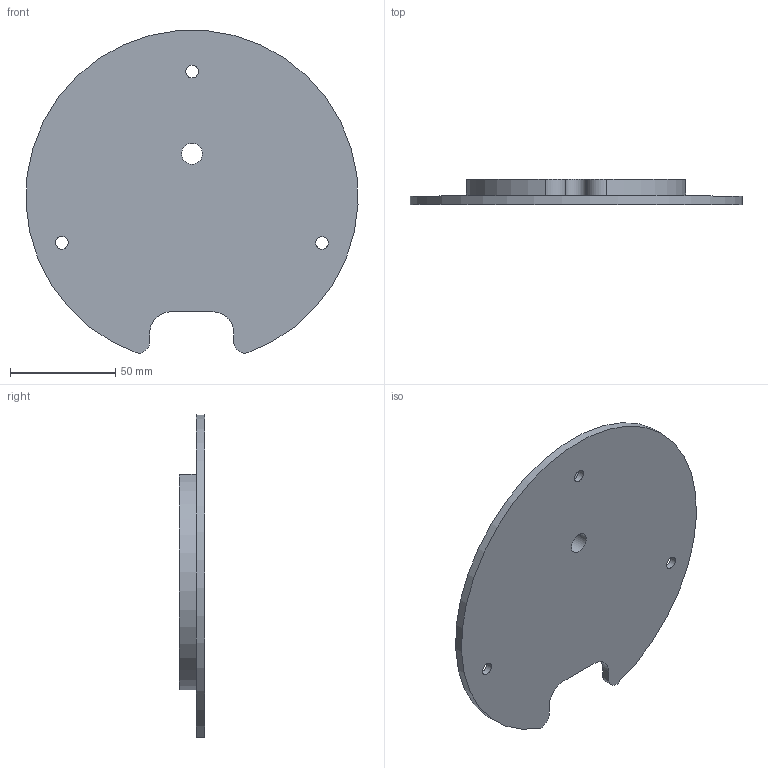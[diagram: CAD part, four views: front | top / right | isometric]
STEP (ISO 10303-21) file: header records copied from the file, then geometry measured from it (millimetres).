
FILE_DESCRIPTION(/* description */ (''),/* implementation_level */ '2;1');
FILE_NAME(/* name */ 'bottom.step',/* time_stamp */ '2024-04-29T22:34:45+02:00',/* author */ (''),/* organization */ (''),/* preprocessor_version */ 'ST-DEVELOPER v20',/* originating_system */ 'Autodesk Translation Framework v12.20.1.177',/* authorisation */ '');
FILE_SCHEMA (('AUTOMOTIVE_DESIGN { 1 0 10303 214 3 1 1 }'));
Length unit declared in the file: millimetre
Products named in the file (1): bottom
Bounding box: 157.82 x 12 x 153.45 mm (x, y, z)
Volume: 107351.7 mm3; surface area: 44165.4 mm2
Topology: 1 solids, 1 shells, 32 faces, 77 edges, 51 vertices
Faces by surface type: cylinder 17, plane 14, cone 1
Full cylindrical faces by diameter (mm): 6 x3, 10 x1, 14 x3
Entity records: 1003 total; most frequent: DIRECTION 177, CARTESIAN_POINT 165, ORIENTED_EDGE 154, EDGE_CURVE 77, AXIS2_PLACEMENT_3D 69, VERTEX_POINT 51, EDGE_LOOP 44, LINE 39
